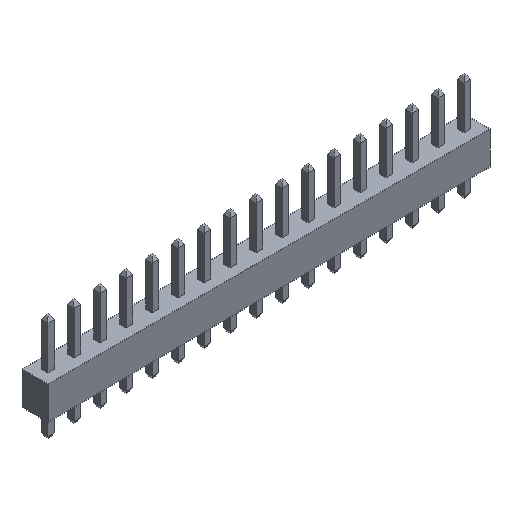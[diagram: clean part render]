
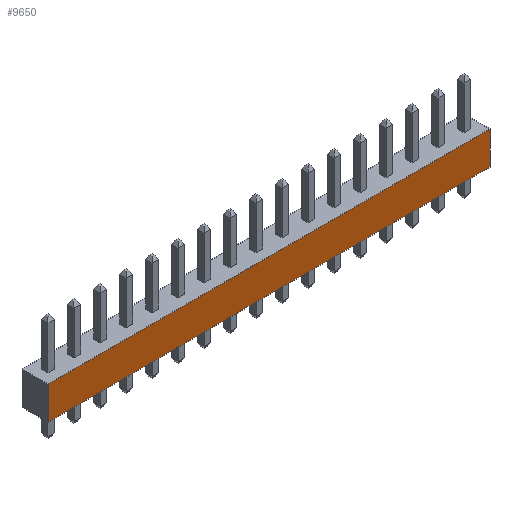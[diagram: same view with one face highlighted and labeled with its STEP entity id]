
A CAD part, isometric view. The second image highlights one B-rep face of the part: STEP entity #9650.
In plain terms, the highlighted planar face has unit normal (0, -1, 0).
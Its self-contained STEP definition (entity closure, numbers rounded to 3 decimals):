
#9527 = CARTESIAN_POINT ( 'NONE',  ( 33., -1., 0. ) ) ;
#9528 = VERTEX_POINT ( 'NONE', #9527 ) ;
#9545 = CARTESIAN_POINT ( 'NONE',  ( 33., -1., 2.54 ) ) ;
#9546 = VERTEX_POINT ( 'NONE', #9545 ) ;
#9553 = CARTESIAN_POINT ( 'NONE',  ( 33., -1., 2.54 ) ) ;
#9554 = DIRECTION ( 'NONE',  ( 0., 0., -1. ) ) ;
#9555 = VECTOR ( 'NONE', #9554, 1000. ) ;
#9556 = LINE ( 'NONE', #9553, #9555 ) ;
#9557 = EDGE_CURVE ( 'NONE', #9546, #9528, #9556, .T. ) ;
#9598 = CARTESIAN_POINT ( 'NONE',  ( -1., -1., 0. ) ) ;
#9599 = VERTEX_POINT ( 'NONE', #9598 ) ;
#9606 = CARTESIAN_POINT ( 'NONE',  ( -1., -1., 2.54 ) ) ;
#9607 = VERTEX_POINT ( 'NONE', #9606 ) ;
#9608 = CARTESIAN_POINT ( 'NONE',  ( -1., -1., 2.54 ) ) ;
#9609 = DIRECTION ( 'NONE',  ( 0., 0., -1. ) ) ;
#9610 = VECTOR ( 'NONE', #9609, 1000. ) ;
#9611 = LINE ( 'NONE', #9608, #9610 ) ;
#9612 = EDGE_CURVE ( 'NONE', #9607, #9599, #9611, .T. ) ;
#9629 = CARTESIAN_POINT ( 'NONE',  ( -1., -1., 0. ) ) ;
#9630 = DIRECTION ( 'NONE',  ( 1., 0., 0. ) ) ;
#9631 = VECTOR ( 'NONE', #9630, 1000. ) ;
#9632 = LINE ( 'NONE', #9629, #9631 ) ;
#9633 = EDGE_CURVE ( 'NONE', #9599, #9528, #9632, .T. ) ;
#9634 = ORIENTED_EDGE ( 'NONE', *, *, #9633, .T. ) ;
#9635 = ORIENTED_EDGE ( 'NONE', *, *, #9557, .F. ) ;
#9636 = CARTESIAN_POINT ( 'NONE',  ( -1., -1., 2.54 ) ) ;
#9637 = DIRECTION ( 'NONE',  ( 1., 0., 0. ) ) ;
#9638 = VECTOR ( 'NONE', #9637, 1000. ) ;
#9639 = LINE ( 'NONE', #9636, #9638 ) ;
#9640 = EDGE_CURVE ( 'NONE', #9607, #9546, #9639, .T. ) ;
#9641 = ORIENTED_EDGE ( 'NONE', *, *, #9640, .F. ) ;
#9642 = ORIENTED_EDGE ( 'NONE', *, *, #9612, .T. ) ;
#9643 = EDGE_LOOP ( 'NONE', ( #9634, #9635, #9641, #9642 ) ) ;
#9644 = FACE_OUTER_BOUND ( 'NONE', #9643, .T. ) ;
#9645 = CARTESIAN_POINT ( 'NONE',  ( -1., -1., 2.54 ) ) ;
#9646 = DIRECTION ( 'NONE',  ( 0., 1., 0. ) ) ;
#9647 = DIRECTION ( 'NONE',  ( -1., 0., 0. ) ) ;
#9648 = AXIS2_PLACEMENT_3D ( 'NONE', #9645, #9646, #9647 ) ;
#9649 = PLANE ( 'NONE', #9648 ) ;
#9650 = ADVANCED_FACE ( 'NONE', ( #9644 ), #9649, .F. ) ;
